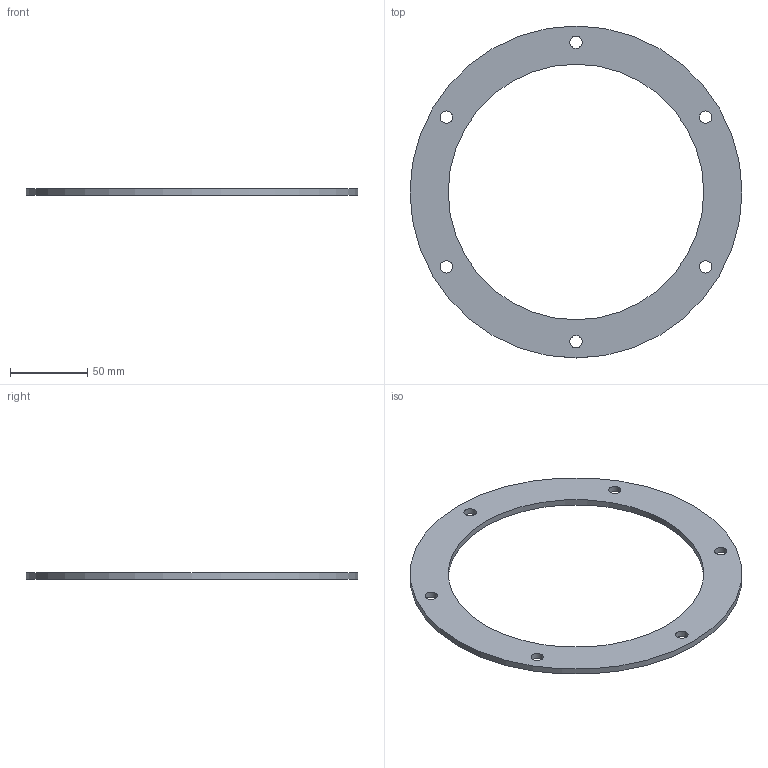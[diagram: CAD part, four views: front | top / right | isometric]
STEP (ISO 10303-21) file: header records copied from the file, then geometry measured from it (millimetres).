
FILE_DESCRIPTION(/* description */ ('Fläns (Spiro) Muff'),/* implementation_level */ '2;1');
FILE_NAME(/* name */ 'HFSMH-160.stp',/* time_stamp */ '2016-02-10T10:19:10+01:00',/* author */ ('John'),/* organization */ (''),/* preprocessor_version */ 'ST-DEVELOPER v15.6',/* originating_system */ 'Autodesk Inventor 2015',/* authorisation */ '');
FILE_SCHEMA (('AUTOMOTIVE_DESIGN { 1 0 10303 214 3 1 1 }'));
Length unit declared in the file: millimetre
Products named in the file (1): HFSMH-160
Bounding box: 215 x 215 x 4 mm (x, y, z)
Volume: 57964.7 mm3; surface area: 34367.1 mm2
Topology: 1 solids, 1 shells, 10 faces, 24 edges, 16 vertices
Faces by surface type: cylinder 8, plane 2
Full cylindrical faces by diameter (mm): 8 x6, 165.5 x1, 215 x1
Entity records: 316 total; most frequent: DIRECTION 54, CARTESIAN_POINT 43, EDGE_LOOP 32, ORIENTED_EDGE 32, AXIS2_PLACEMENT_3D 27, FACE_BOUND 22, CIRCLE 16, VERTEX_POINT 16
